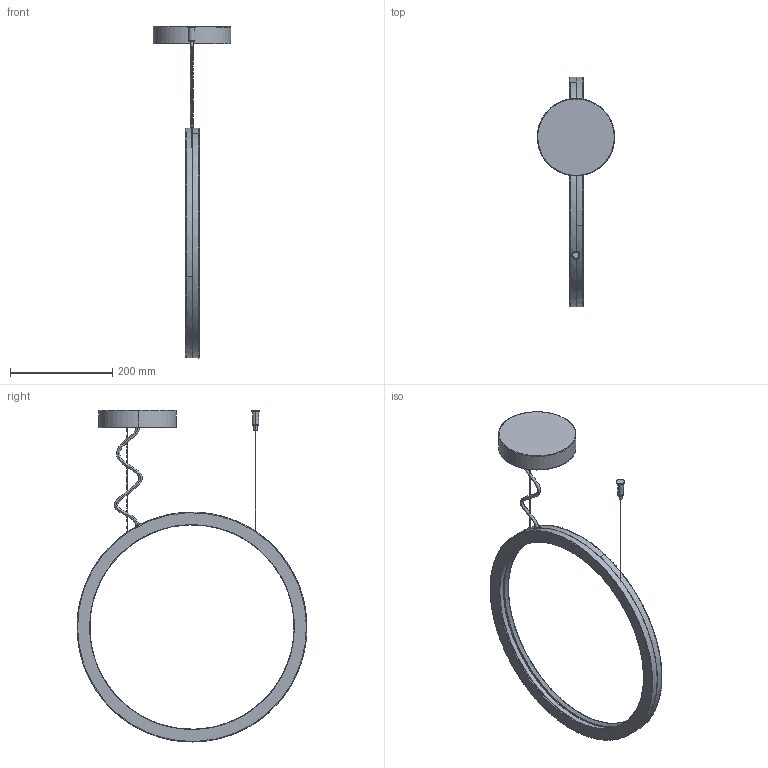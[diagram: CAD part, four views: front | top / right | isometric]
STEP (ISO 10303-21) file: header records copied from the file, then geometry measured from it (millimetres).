
FILE_DESCRIPTION(/* description */ (''),/* implementation_level */ '2;1');
FILE_NAME(/* name */ 'O 450 Sospensione_sempl',/* time_stamp */ '2019-06-24T12:50:49+02:00',/* author */ (''),/* organization */ (''),/* preprocessor_version */ 'ST-DEVELOPER v15',/* originating_system */ '',/* authorisation */ '');
FILE_SCHEMA (('AUTOMOTIVE_DESIGN'));
Length unit declared in the file: millimetre
Products named in the file (7): Document; V01_O_WALL_CERCHIO_SHINE; Blocco 07 01; V01_O_WALL_CERCHIO_TAPPO; Blocco 03 01; OX103000194; Blocco 03
Assembly tree (6 placements, depth 3):
  Document
    V01_O_WALL_CERCHIO_SHINE
      Blocco 07 01
    V01_O_WALL_CERCHIO_TAPPO
      Blocco 03 01
    OX103000194
      Blocco 03
Bounding box: 151.64 x 449.99 x 649.9 mm (x, y, z)
Volume: 1323764.1 mm3; surface area: 313968.7 mm2
Topology: 5 solids, 664 shells, 745 faces, 3385 edges, 3261 vertices
Faces by surface type: bspline 585, plane 160
Entity records: 57882 total; most frequent: CARTESIAN_POINT 35481, ORIENTED_EDGE 3504, EDGE_CURVE 3338, VERTEX_POINT 3257, B_SPLINE_CURVE_WITH_KNOTS 2024, EDGE_LOOP 782, ADVANCED_FACE 745, FACE_OUTER_BOUND 745
